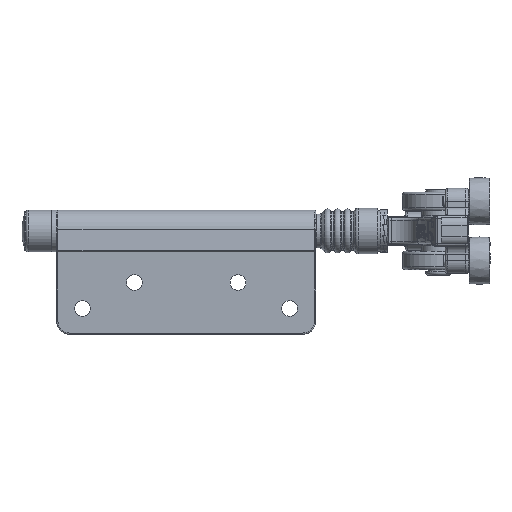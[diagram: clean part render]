
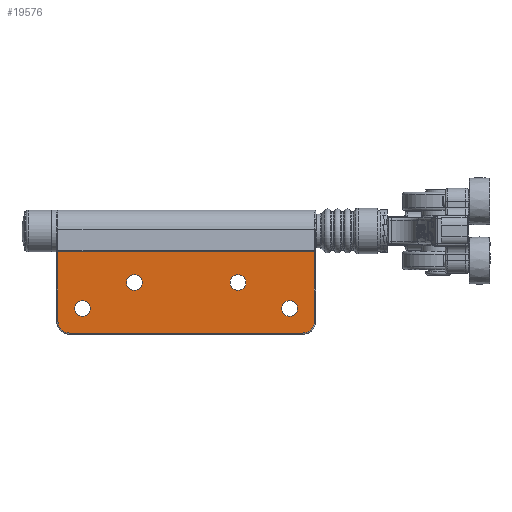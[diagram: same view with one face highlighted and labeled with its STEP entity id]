
A CAD part, front view. The second image highlights one B-rep face of the part: STEP entity #19576.
In plain terms, the highlighted face is planar.
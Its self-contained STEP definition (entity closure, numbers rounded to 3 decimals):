
#480=FACE_BOUND('',#3342,.T.);
#481=FACE_BOUND('',#3343,.T.);
#482=FACE_BOUND('',#3344,.T.);
#483=FACE_BOUND('',#3345,.T.);
#1191=PLANE('',#21473);
#2169=FACE_OUTER_BOUND('',#3341,.T.);
#3341=EDGE_LOOP('',(#17170,#17171,#17172,#17173,#17174,#17175));
#3342=EDGE_LOOP('',(#17176));
#3343=EDGE_LOOP('',(#17177));
#3344=EDGE_LOOP('',(#17178));
#3345=EDGE_LOOP('',(#17179));
#4621=LINE('',#39399,#5817);
#4623=LINE('',#39411,#5819);
#4625=LINE('',#39423,#5821);
#5206=LINE('',#41692,#6402);
#5817=VECTOR('',#24707,10.);
#5819=VECTOR('',#24721,10.);
#5821=VECTOR('',#24735,10.);
#6402=VECTOR('',#25812,10.);
#7326=CIRCLE('',#21217,4.5);
#7330=CIRCLE('',#21223,4.5);
#7351=CIRCLE('',#21454,3.05);
#7354=CIRCLE('',#21459,3.05);
#7357=CIRCLE('',#21464,3.05);
#7360=CIRCLE('',#21469,3.05);
#8665=VERTEX_POINT('',#39389);
#8667=VERTEX_POINT('',#39395);
#8669=VERTEX_POINT('',#39401);
#8671=VERTEX_POINT('',#39407);
#8673=VERTEX_POINT('',#39413);
#8675=VERTEX_POINT('',#39419);
#9144=VERTEX_POINT('',#41653);
#9147=VERTEX_POINT('',#41663);
#9150=VERTEX_POINT('',#41673);
#9153=VERTEX_POINT('',#41683);
#11183=EDGE_CURVE('',#8665,#8667,#4621,.T.);
#11186=EDGE_CURVE('',#8667,#8669,#7326,.T.);
#11189=EDGE_CURVE('',#8669,#8671,#4623,.T.);
#11192=EDGE_CURVE('',#8671,#8673,#7330,.T.);
#11195=EDGE_CURVE('',#8673,#8675,#4625,.T.);
#11904=EDGE_CURVE('',#9144,#9144,#7351,.T.);
#11909=EDGE_CURVE('',#9147,#9147,#7354,.T.);
#11914=EDGE_CURVE('',#9150,#9150,#7357,.T.);
#11919=EDGE_CURVE('',#9153,#9153,#7360,.T.);
#11922=EDGE_CURVE('',#8665,#8675,#5206,.T.);
#17170=ORIENTED_EDGE('',*,*,#11183,.F.);
#17171=ORIENTED_EDGE('',*,*,#11922,.T.);
#17172=ORIENTED_EDGE('',*,*,#11195,.F.);
#17173=ORIENTED_EDGE('',*,*,#11192,.F.);
#17174=ORIENTED_EDGE('',*,*,#11189,.F.);
#17175=ORIENTED_EDGE('',*,*,#11186,.F.);
#17176=ORIENTED_EDGE('',*,*,#11904,.T.);
#17177=ORIENTED_EDGE('',*,*,#11909,.T.);
#17178=ORIENTED_EDGE('',*,*,#11914,.T.);
#17179=ORIENTED_EDGE('',*,*,#11919,.T.);
#19576=ADVANCED_FACE('',(#2169,#480,#481,#482,#483),#1191,.T.);
#21217=AXIS2_PLACEMENT_3D('',#39405,#24714,#24715);
#21223=AXIS2_PLACEMENT_3D('',#39417,#24728,#24729);
#21454=AXIS2_PLACEMENT_3D('',#41655,#25765,#25766);
#21459=AXIS2_PLACEMENT_3D('',#41665,#25777,#25778);
#21464=AXIS2_PLACEMENT_3D('',#41675,#25789,#25790);
#21469=AXIS2_PLACEMENT_3D('',#41685,#25801,#25802);
#21473=AXIS2_PLACEMENT_3D('',#41691,#25810,#25811);
#24707=DIRECTION('',(0.,1.,0.));
#24714=DIRECTION('center_axis',(0.,0.,-1.));
#24715=DIRECTION('ref_axis',(-0.707,0.707,0.));
#24721=DIRECTION('',(1.,0.,0.));
#24728=DIRECTION('center_axis',(0.,0.,-1.));
#24729=DIRECTION('ref_axis',(0.707,0.707,0.));
#24735=DIRECTION('',(0.,-1.,0.));
#25765=DIRECTION('center_axis',(0.,0.,-1.));
#25766=DIRECTION('ref_axis',(-1.,0.,0.));
#25777=DIRECTION('center_axis',(0.,0.,-1.));
#25778=DIRECTION('ref_axis',(-1.,0.,0.));
#25789=DIRECTION('center_axis',(0.,0.,-1.));
#25790=DIRECTION('ref_axis',(-1.,0.,0.));
#25801=DIRECTION('center_axis',(0.,0.,-1.));
#25802=DIRECTION('ref_axis',(-1.,0.,0.));
#25810=DIRECTION('center_axis',(0.,0.,1.));
#25811=DIRECTION('ref_axis',(0.,-1.,0.));
#25812=DIRECTION('',(1.,0.,0.));
#39389=CARTESIAN_POINT('',(0.5,8.,-11.5));
#39395=CARTESIAN_POINT('',(0.5,35.,-11.5));
#39399=CARTESIAN_POINT('',(0.5,27.131,-11.5));
#39401=CARTESIAN_POINT('',(5.,39.5,-11.5));
#39405=CARTESIAN_POINT('Origin',(5.,35.,-11.5));
#39407=CARTESIAN_POINT('',(95.,39.5,-11.5));
#39411=CARTESIAN_POINT('',(0.,39.5,-11.5));
#39413=CARTESIAN_POINT('',(99.5,35.,-11.5));
#39417=CARTESIAN_POINT('Origin',(95.,35.,-11.5));
#39419=CARTESIAN_POINT('',(99.5,8.,-11.5));
#39423=CARTESIAN_POINT('',(99.5,27.131,-11.5));
#41653=CARTESIAN_POINT('',(33.05,20.,-11.5));
#41655=CARTESIAN_POINT('Origin',(30.,20.,-11.5));
#41663=CARTESIAN_POINT('',(73.05,20.,-11.5));
#41665=CARTESIAN_POINT('Origin',(70.,20.,-11.5));
#41673=CARTESIAN_POINT('',(13.05,30.,-11.5));
#41675=CARTESIAN_POINT('Origin',(10.,30.,-11.5));
#41683=CARTESIAN_POINT('',(93.05,30.,-11.5));
#41685=CARTESIAN_POINT('Origin',(90.,30.,-11.5));
#41691=CARTESIAN_POINT('Origin',(0.,40.,-11.5));
#41692=CARTESIAN_POINT('',(0.,8.,-11.5));
